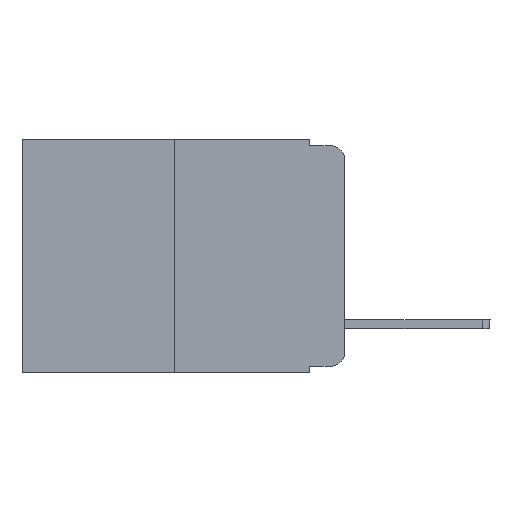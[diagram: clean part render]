
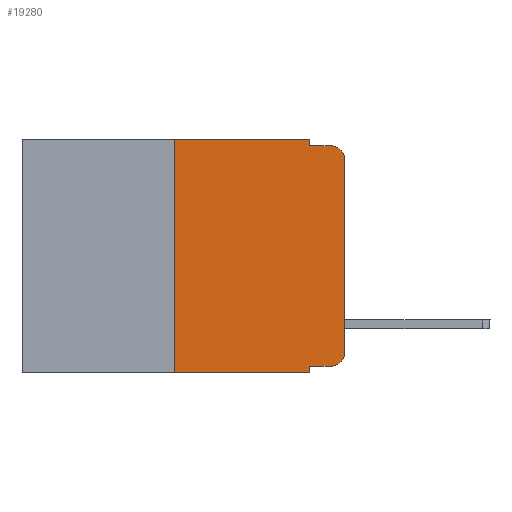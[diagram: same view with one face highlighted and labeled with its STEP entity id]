
A CAD part, left-side view. The second image highlights one B-rep face of the part: STEP entity #19280.
In plain terms, the highlighted planar face has unit normal (-1, 0, 0).
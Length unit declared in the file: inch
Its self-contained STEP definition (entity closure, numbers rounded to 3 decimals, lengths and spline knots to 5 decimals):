
#21 = VERTEX_POINT ( 'NONE', #6912 ) ;
#192 = DIRECTION ( 'NONE',  ( 0., 0., -1. ) ) ;
#910 = EDGE_CURVE ( 'NONE', #21, #11699, #10297, .T. ) ;
#950 = CARTESIAN_POINT ( 'NONE',  ( 0., 0.02, -0.313 ) ) ;
#957 = VERTEX_POINT ( 'NONE', #5001 ) ;
#2186 = PLANE ( 'NONE',  #23369 ) ;
#3127 = EDGE_CURVE ( 'NONE', #11699, #4316, #14523, .T. ) ;
#3202 = CARTESIAN_POINT ( 'NONE',  ( 0., 0.473, -0.343 ) ) ;
#3537 = CARTESIAN_POINT ( 'NONE',  ( 0., 0.051, 0. ) ) ;
#3738 = ORIENTED_EDGE ( 'NONE', *, *, #21635, .F. ) ;
#3853 = CARTESIAN_POINT ( 'NONE',  ( 0., 0.051, -0.333 ) ) ;
#3858 = AXIS2_PLACEMENT_3D ( 'NONE', #14346, #5378, #12642 ) ;
#4316 = VERTEX_POINT ( 'NONE', #4365 ) ;
#4365 = CARTESIAN_POINT ( 'NONE',  ( 0., 0.02, -0.01 ) ) ;
#4588 = AXIS2_PLACEMENT_3D ( 'NONE', #950, #6535, #14033 ) ;
#4926 = CARTESIAN_POINT ( 'NONE',  ( 0., 0., 0. ) ) ;
#5001 = CARTESIAN_POINT ( 'NONE',  ( 0., 0.25, 0. ) ) ;
#5073 = EDGE_CURVE ( 'NONE', #957, #14365, #22667, .T. ) ;
#5378 = DIRECTION ( 'NONE',  ( -1., 0., 0. ) ) ;
#5692 = CARTESIAN_POINT ( 'NONE',  ( 0., 0.051, -0.333 ) ) ;
#6165 = VECTOR ( 'NONE', #8850, 39.37008 ) ;
#6336 = CARTESIAN_POINT ( 'NONE',  ( 0., 0.25, -0.343 ) ) ;
#6535 = DIRECTION ( 'NONE',  ( -1., 0., 0. ) ) ;
#6591 = CARTESIAN_POINT ( 'NONE',  ( 0., 0.051, 0. ) ) ;
#6676 = EDGE_CURVE ( 'NONE', #13072, #18764, #13808, .T. ) ;
#6912 = CARTESIAN_POINT ( 'NONE',  ( 0., 0., -0.313 ) ) ;
#6987 = LINE ( 'NONE', #5692, #14890 ) ;
#7303 = CARTESIAN_POINT ( 'NONE',  ( 0., 0.051, -0.01 ) ) ;
#7517 = VERTEX_POINT ( 'NONE', #6336 ) ;
#7983 = VECTOR ( 'NONE', #12517, 39.37008 ) ;
#8029 = ORIENTED_EDGE ( 'NONE', *, *, #23030, .T. ) ;
#8850 = DIRECTION ( 'NONE',  ( 0., -1., 0. ) ) ;
#9203 = DIRECTION ( 'NONE',  ( 0., 0., -1. ) ) ;
#9729 = CARTESIAN_POINT ( 'NONE',  ( 0., 0.473, 0. ) ) ;
#9811 = DIRECTION ( 'NONE',  ( 1., 0., 0. ) ) ;
#9817 = ORIENTED_EDGE ( 'NONE', *, *, #5073, .F. ) ;
#10297 = LINE ( 'NONE', #4926, #14947 ) ;
#10772 = EDGE_CURVE ( 'NONE', #13072, #16993, #6987, .T. ) ;
#11099 = ORIENTED_EDGE ( 'NONE', *, *, #18951, .T. ) ;
#11231 = DIRECTION ( 'NONE',  ( 0., 0., 1. ) ) ;
#11699 = VERTEX_POINT ( 'NONE', #17337 ) ;
#12394 = DIRECTION ( 'NONE',  ( 0., 0., -1. ) ) ;
#12432 = CARTESIAN_POINT ( 'NONE',  ( 0., 0.051, 0. ) ) ;
#12517 = DIRECTION ( 'NONE',  ( 0., -1., 0. ) ) ;
#12642 = DIRECTION ( 'NONE',  ( 0., 0., -1. ) ) ;
#13072 = VERTEX_POINT ( 'NONE', #3853 ) ;
#13567 = CARTESIAN_POINT ( 'NONE',  ( 0., 0.051, -0.343 ) ) ;
#13808 = LINE ( 'NONE', #3537, #22312 ) ;
#14033 = DIRECTION ( 'NONE',  ( 0., 0., -1. ) ) ;
#14035 = VECTOR ( 'NONE', #11231, 39.37008 ) ;
#14346 = CARTESIAN_POINT ( 'NONE',  ( 0., 0.02, -0.03 ) ) ;
#14365 = VERTEX_POINT ( 'NONE', #12432 ) ;
#14514 = ORIENTED_EDGE ( 'NONE', *, *, #19577, .F. ) ;
#14523 = CIRCLE ( 'NONE', #3858, 0.02 ) ;
#14890 = VECTOR ( 'NONE', #20496, 39.37008 ) ;
#14908 = LINE ( 'NONE', #18613, #14035 ) ;
#14947 = VECTOR ( 'NONE', #17980, 39.37008 ) ;
#15083 = EDGE_LOOP ( 'NONE', ( #19308, #20360, #3738, #14514, #9817, #22700, #8029, #23069, #23194, #11099 ) ) ;
#16185 = VECTOR ( 'NONE', #12394, 39.37008 ) ;
#16406 = LINE ( 'NONE', #3202, #7983 ) ;
#16993 = VERTEX_POINT ( 'NONE', #22703 ) ;
#17337 = CARTESIAN_POINT ( 'NONE',  ( 0., 0., -0.03 ) ) ;
#17927 = DIRECTION ( 'NONE',  ( 0., -1., 0. ) ) ;
#17980 = DIRECTION ( 'NONE',  ( 0., 0., 1. ) ) ;
#18425 = CIRCLE ( 'NONE', #4588, 0.02 ) ;
#18613 = CARTESIAN_POINT ( 'NONE',  ( 0., 0.25, 0. ) ) ;
#18764 = VERTEX_POINT ( 'NONE', #13567 ) ;
#18951 = EDGE_CURVE ( 'NONE', #16993, #21, #18425, .T. ) ;
#19280 = ADVANCED_FACE ( 'NONE', ( #23358 ), #2186, .F. ) ;
#19308 = ORIENTED_EDGE ( 'NONE', *, *, #910, .T. ) ;
#19477 = VECTOR ( 'NONE', #17927, 39.37008 ) ;
#19577 = EDGE_CURVE ( 'NONE', #14365, #21091, #21200, .T. ) ;
#20360 = ORIENTED_EDGE ( 'NONE', *, *, #3127, .T. ) ;
#20496 = DIRECTION ( 'NONE',  ( 0., -1., 0. ) ) ;
#21091 = VERTEX_POINT ( 'NONE', #7303 ) ;
#21096 = LINE ( 'NONE', #23591, #6165 ) ;
#21200 = LINE ( 'NONE', #6591, #16185 ) ;
#21635 = EDGE_CURVE ( 'NONE', #21091, #4316, #21096, .T. ) ;
#22312 = VECTOR ( 'NONE', #9203, 39.37008 ) ;
#22667 = LINE ( 'NONE', #23321, #19477 ) ;
#22695 = EDGE_CURVE ( 'NONE', #7517, #957, #14908, .T. ) ;
#22700 = ORIENTED_EDGE ( 'NONE', *, *, #22695, .F. ) ;
#22703 = CARTESIAN_POINT ( 'NONE',  ( 0., 0.02, -0.333 ) ) ;
#23030 = EDGE_CURVE ( 'NONE', #7517, #18764, #16406, .T. ) ;
#23069 = ORIENTED_EDGE ( 'NONE', *, *, #6676, .F. ) ;
#23194 = ORIENTED_EDGE ( 'NONE', *, *, #10772, .T. ) ;
#23321 = CARTESIAN_POINT ( 'NONE',  ( 0., 0.473, 0. ) ) ;
#23358 = FACE_OUTER_BOUND ( 'NONE', #15083, .T. ) ;
#23369 = AXIS2_PLACEMENT_3D ( 'NONE', #9729, #9811, #192 ) ;
#23591 = CARTESIAN_POINT ( 'NONE',  ( 0., 0.051, -0.01 ) ) ;
